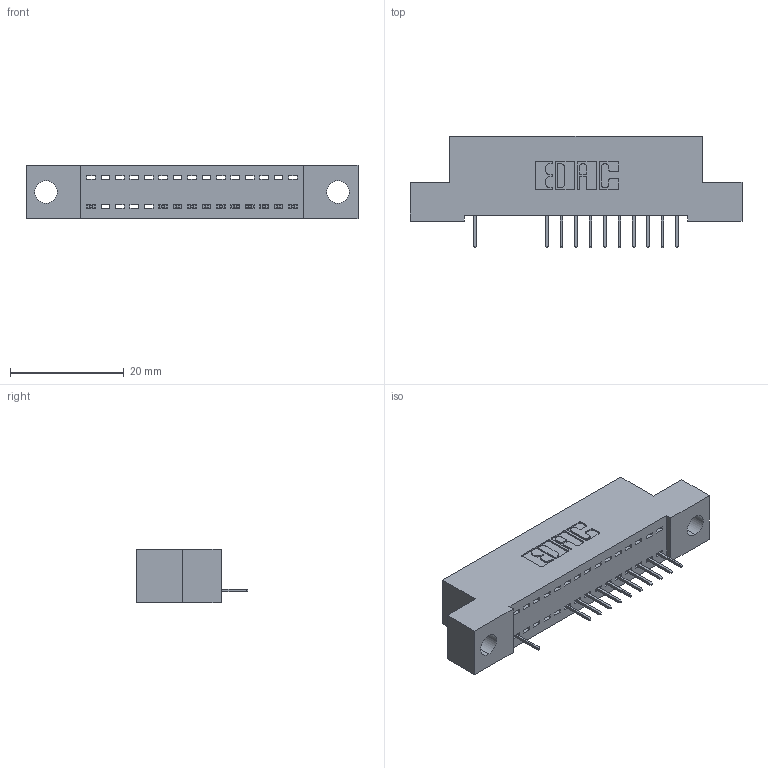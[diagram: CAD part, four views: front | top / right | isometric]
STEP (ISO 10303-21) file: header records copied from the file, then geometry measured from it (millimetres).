
FILE_DESCRIPTION (( 'STEP AP203' ), '1' );
FILE_NAME ('392-015-524-104.STEP', '2018-08-15T00:54:30', ( '' ), ( '' ), 'SwSTEP 2.0', 'SolidWorks 2016', '' );
FILE_SCHEMA (( 'CONFIG_CONTROL_DESIGN' ));
Length unit declared in the file: inch
Products named in the file (3): 392-015-524-104; 342 Part_.156 TH; 345-292-001_345-293-124
Assembly tree (12 placements, depth 2):
  392-015-524-104
    342 Part_.156 TH
    345-292-001_345-293-124  x11
Bounding box: 58.42 x 19.69 x 9.4 mm (x, y, z)
Volume: 4846.6 mm3; surface area: 6059.6 mm2
Topology: 12 solids, 12 shells, 840 faces, 2447 edges, 1586 vertices
Faces by surface type: plane 642, cylinder 198
Entity records: 12479 total; most frequent: CARTESIAN_POINT 2179, ORIENTED_EDGE 2134, DIRECTION 1889, EDGE_CURVE 1067, VECTOR 943, LINE 943, VERTEX_POINT 706, AXIS2_PLACEMENT_3D 473
